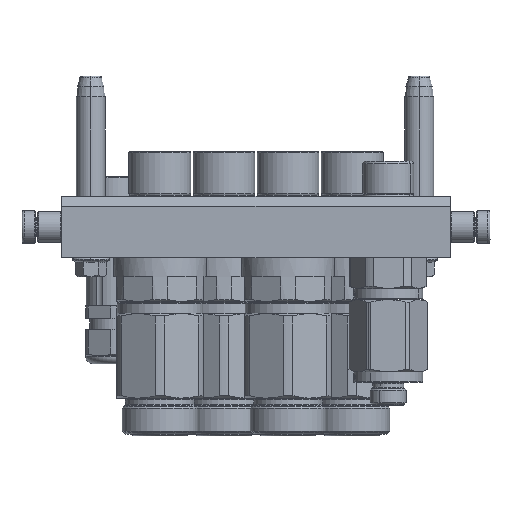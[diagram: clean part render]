
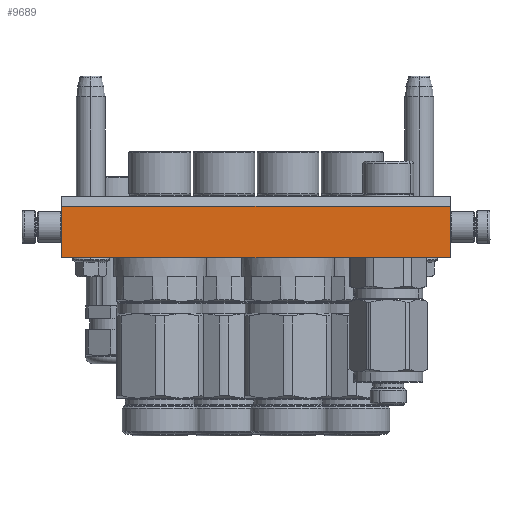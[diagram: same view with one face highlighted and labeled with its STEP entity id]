
A CAD part, left-side view. The second image highlights one B-rep face of the part: STEP entity #9689.
In plain terms, the highlighted face is planar.
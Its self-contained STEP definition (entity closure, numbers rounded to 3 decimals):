
#578 = LINE ( 'NONE', #33488, #5496 ) ;
#1699 = CARTESIAN_POINT ( 'NONE',  ( 94., -15., -45. ) ) ;
#2475 = LINE ( 'NONE', #25329, #21941 ) ;
#3043 = FACE_OUTER_BOUND ( 'NONE', #29601, .T. ) ;
#4037 = ORIENTED_EDGE ( 'NONE', *, *, #17601, .F. ) ;
#5496 = VECTOR ( 'NONE', #18094, 1000. ) ;
#6374 = ORIENTED_EDGE ( 'NONE', *, *, #10552, .F. ) ;
#7707 = LINE ( 'NONE', #33100, #47411 ) ;
#9076 = VERTEX_POINT ( 'NONE', #48439 ) ;
#9312 = EDGE_CURVE ( 'NONE', #9076, #61891, #578, .T. ) ;
#9689 = ADVANCED_FACE ( 'NONE', ( #3043 ), #17158, .T. ) ;
#10552 = EDGE_CURVE ( 'NONE', #61891, #28050, #35325, .T. ) ;
#14722 = ORIENTED_EDGE ( 'NONE', *, *, #57390, .T. ) ;
#17158 = PLANE ( 'NONE',  #43025 ) ;
#17601 = EDGE_CURVE ( 'NONE', #54118, #9076, #7707, .T. ) ;
#18094 = DIRECTION ( 'NONE',  ( 0., 1., 0. ) ) ;
#21481 = DIRECTION ( 'NONE',  ( 0., 1., 0. ) ) ;
#21539 = VECTOR ( 'NONE', #23067, 1000. ) ;
#21941 = VECTOR ( 'NONE', #21481, 1000. ) ;
#23067 = DIRECTION ( 'NONE',  ( -1., 0., 0. ) ) ;
#23506 = CARTESIAN_POINT ( 'NONE',  ( 94., 15., -45. ) ) ;
#25329 = CARTESIAN_POINT ( 'NONE',  ( -94., -10., -45. ) ) ;
#27997 = DIRECTION ( 'NONE',  ( 0., 0., -1. ) ) ;
#28050 = VERTEX_POINT ( 'NONE', #60803 ) ;
#29601 = EDGE_LOOP ( 'NONE', ( #14722, #6374, #50084, #4037 ) ) ;
#33100 = CARTESIAN_POINT ( 'NONE',  ( -94., -10., -45. ) ) ;
#33488 = CARTESIAN_POINT ( 'NONE',  ( 94., -10., -45. ) ) ;
#35325 = LINE ( 'NONE', #23506, #21539 ) ;
#40470 = CARTESIAN_POINT ( 'NONE',  ( 94., 15., -45. ) ) ;
#43025 = AXIS2_PLACEMENT_3D ( 'NONE', #1699, #27997, #64098 ) ;
#47411 = VECTOR ( 'NONE', #53070, 1000. ) ;
#48439 = CARTESIAN_POINT ( 'NONE',  ( 94., -10., -45. ) ) ;
#50084 = ORIENTED_EDGE ( 'NONE', *, *, #9312, .F. ) ;
#53070 = DIRECTION ( 'NONE',  ( 1., 0., 0. ) ) ;
#54118 = VERTEX_POINT ( 'NONE', #59696 ) ;
#57390 = EDGE_CURVE ( 'NONE', #54118, #28050, #2475, .T. ) ;
#59696 = CARTESIAN_POINT ( 'NONE',  ( -94., -10., -45. ) ) ;
#60803 = CARTESIAN_POINT ( 'NONE',  ( -94., 15., -45. ) ) ;
#61891 = VERTEX_POINT ( 'NONE', #40470 ) ;
#64098 = DIRECTION ( 'NONE',  ( -1., 0., 0. ) ) ;
